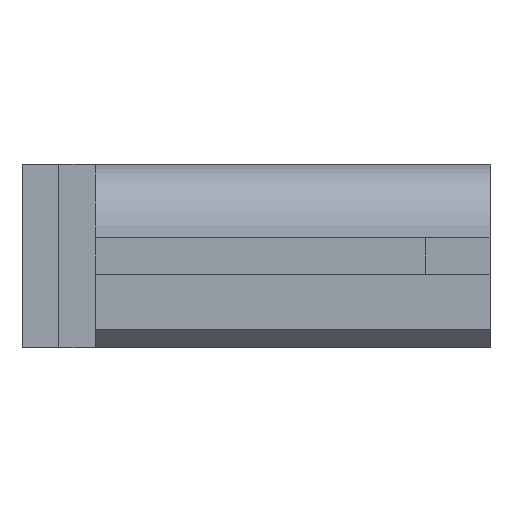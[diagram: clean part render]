
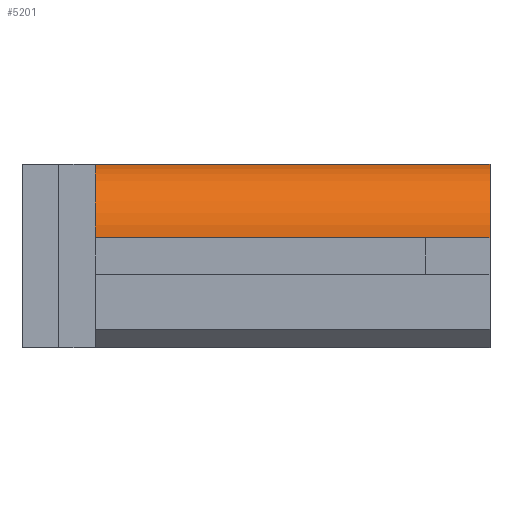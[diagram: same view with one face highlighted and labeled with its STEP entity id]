
A CAD part, front view. The second image highlights one B-rep face of the part: STEP entity #5201.
In plain terms, the highlighted cylindrical face has radius 4 mm (diameter 8 mm), a partial arc.
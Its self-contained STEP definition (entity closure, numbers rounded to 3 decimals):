
#77 = VECTOR ( 'NONE', #469, 1000. ) ;
#284 = AXIS2_PLACEMENT_3D ( 'NONE', #726, #1562, #2814 ) ;
#309 = EDGE_CURVE ( 'NONE', #1903, #5308, #370, .T. ) ;
#314 = VECTOR ( 'NONE', #1063, 1000. ) ;
#363 = CARTESIAN_POINT ( 'NONE',  ( 11., 4., 10. ) ) ;
#370 = LINE ( 'NONE', #1043, #314 ) ;
#469 = DIRECTION ( 'NONE',  ( 1., 0., 0. ) ) ;
#506 = CARTESIAN_POINT ( 'NONE',  ( -7., 0., 6. ) ) ;
#521 = EDGE_CURVE ( 'NONE', #5308, #2590, #4507, .T. ) ;
#726 = CARTESIAN_POINT ( 'NONE',  ( -7., 4., 6. ) ) ;
#741 = CYLINDRICAL_SURFACE ( 'NONE', #284, 4. ) ;
#770 = CARTESIAN_POINT ( 'NONE',  ( -7., 4., 10. ) ) ;
#802 = ORIENTED_EDGE ( 'NONE', *, *, #5396, .F. ) ;
#830 = AXIS2_PLACEMENT_3D ( 'NONE', #1774, #5083, #3388 ) ;
#921 = DIRECTION ( 'NONE',  ( 1., 0., 0. ) ) ;
#929 = FACE_OUTER_BOUND ( 'NONE', #1489, .T. ) ;
#933 = EDGE_CURVE ( 'NONE', #2500, #3795, #1661, .T. ) ;
#999 = ORIENTED_EDGE ( 'NONE', *, *, #933, .F. ) ;
#1043 = CARTESIAN_POINT ( 'NONE',  ( -7., 0., 6. ) ) ;
#1063 = DIRECTION ( 'NONE',  ( 1., 0., 0. ) ) ;
#1128 = ORIENTED_EDGE ( 'NONE', *, *, #5443, .T. ) ;
#1489 = EDGE_LOOP ( 'NONE', ( #4797, #802, #999, #1128, #2664, #4489 ) ) ;
#1562 = DIRECTION ( 'NONE',  ( 1., 0., 0. ) ) ;
#1637 = CARTESIAN_POINT ( 'NONE',  ( 14.5, 4., 10. ) ) ;
#1661 = CIRCLE ( 'NONE', #830, 4. ) ;
#1774 = CARTESIAN_POINT ( 'NONE',  ( -7., 4., 6. ) ) ;
#1903 = VERTEX_POINT ( 'NONE', #5453 ) ;
#2094 = DIRECTION ( 'NONE',  ( 1., 0., 0. ) ) ;
#2476 = CARTESIAN_POINT ( 'NONE',  ( 14.5, 0., 6. ) ) ;
#2500 = VERTEX_POINT ( 'NONE', #4260 ) ;
#2565 = VECTOR ( 'NONE', #921, 1000. ) ;
#2590 = VERTEX_POINT ( 'NONE', #1637 ) ;
#2664 = ORIENTED_EDGE ( 'NONE', *, *, #309, .T. ) ;
#2748 = VECTOR ( 'NONE', #2094, 1000. ) ;
#2814 = DIRECTION ( 'NONE',  ( 0., 0., 1. ) ) ;
#2817 = LINE ( 'NONE', #3767, #2748 ) ;
#2976 = CARTESIAN_POINT ( 'NONE',  ( -7., 4., 10. ) ) ;
#3212 = EDGE_CURVE ( 'NONE', #4298, #2590, #2817, .T. ) ;
#3288 = CARTESIAN_POINT ( 'NONE',  ( 14.5, 4., 6. ) ) ;
#3310 = DIRECTION ( 'NONE',  ( -1., 0., 0. ) ) ;
#3340 = DIRECTION ( 'NONE',  ( 0., 0., 1. ) ) ;
#3388 = DIRECTION ( 'NONE',  ( 0., 0., 1. ) ) ;
#3687 = LINE ( 'NONE', #506, #2565 ) ;
#3767 = CARTESIAN_POINT ( 'NONE',  ( -7., 4., 10. ) ) ;
#3795 = VERTEX_POINT ( 'NONE', #770 ) ;
#4260 = CARTESIAN_POINT ( 'NONE',  ( -7., 0., 6. ) ) ;
#4298 = VERTEX_POINT ( 'NONE', #363 ) ;
#4370 = LINE ( 'NONE', #2976, #77 ) ;
#4489 = ORIENTED_EDGE ( 'NONE', *, *, #521, .T. ) ;
#4507 = CIRCLE ( 'NONE', #5125, 4. ) ;
#4797 = ORIENTED_EDGE ( 'NONE', *, *, #3212, .F. ) ;
#5083 = DIRECTION ( 'NONE',  ( -1., 0., 0. ) ) ;
#5125 = AXIS2_PLACEMENT_3D ( 'NONE', #3288, #3310, #3340 ) ;
#5201 = ADVANCED_FACE ( 'NONE', ( #929 ), #741, .T. ) ;
#5308 = VERTEX_POINT ( 'NONE', #2476 ) ;
#5396 = EDGE_CURVE ( 'NONE', #3795, #4298, #4370, .T. ) ;
#5443 = EDGE_CURVE ( 'NONE', #2500, #1903, #3687, .T. ) ;
#5453 = CARTESIAN_POINT ( 'NONE',  ( 11., 0., 6. ) ) ;
